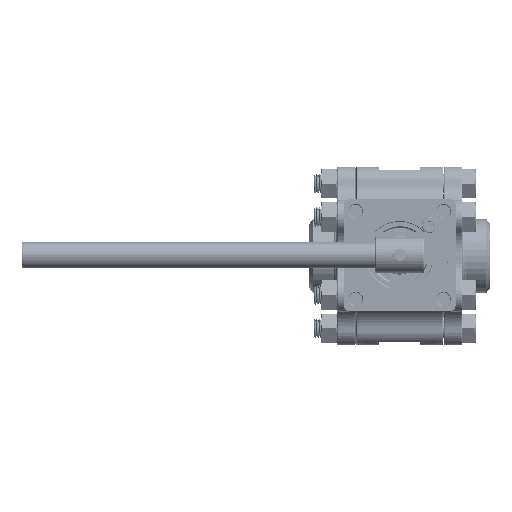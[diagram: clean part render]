
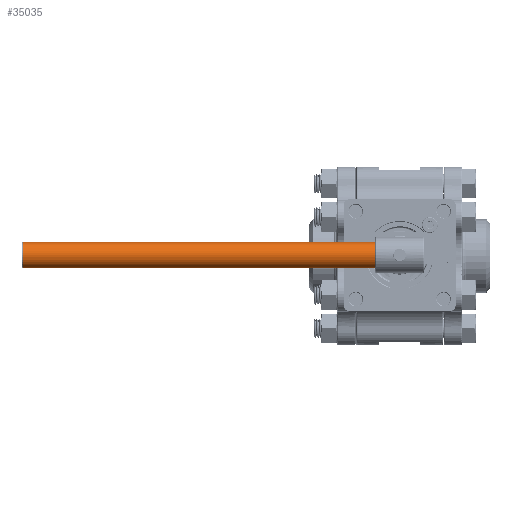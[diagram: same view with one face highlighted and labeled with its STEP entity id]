
A CAD part, top view. The second image highlights one B-rep face of the part: STEP entity #35035.
In plain terms, the highlighted cylindrical face has radius 10.85 mm (diameter 21.7 mm), a full revolution.
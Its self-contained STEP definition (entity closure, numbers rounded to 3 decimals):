
#3440=CIRCLE('',#38664,10.85);
#3443=CIRCLE('',#38669,10.85);
#5436=FACE_OUTER_BOUND('',#7604,.T.);
#7604=EDGE_LOOP('',(#31342,#31343,#31344,#31345));
#11049=LINE('',#135928,#12748);
#12748=VECTOR('',#47334,10.85);
#16038=VERTEX_POINT('',#135836);
#16045=VERTEX_POINT('',#135922);
#21196=EDGE_CURVE('',#16038,#16038,#3440,.T.);
#21204=EDGE_CURVE('',#16045,#16045,#3443,.T.);
#21207=EDGE_CURVE('',#16038,#16045,#11049,.T.);
#31342=ORIENTED_EDGE('',*,*,#21196,.F.);
#31343=ORIENTED_EDGE('',*,*,#21207,.T.);
#31344=ORIENTED_EDGE('',*,*,#21204,.T.);
#31345=ORIENTED_EDGE('',*,*,#21207,.F.);
#33102=CYLINDRICAL_SURFACE('',#38672,10.85);
#35035=ADVANCED_FACE('',(#5436),#33102,.T.);
#38664=AXIS2_PLACEMENT_3D('',#135838,#47315,#47316);
#38669=AXIS2_PLACEMENT_3D('',#135923,#47326,#47327);
#38672=AXIS2_PLACEMENT_3D('',#135927,#47332,#47333);
#47315=DIRECTION('center_axis',(1.,0.,0.));
#47316=DIRECTION('ref_axis',(0.,1.,0.));
#47326=DIRECTION('center_axis',(1.,0.,0.));
#47327=DIRECTION('ref_axis',(0.,1.,0.));
#47332=DIRECTION('center_axis',(1.,0.,0.));
#47333=DIRECTION('ref_axis',(0.,1.,0.));
#47334=DIRECTION('',(-1.,0.,0.));
#135836=CARTESIAN_POINT('',(-36.95,-44.85,478.95));
#135838=CARTESIAN_POINT('Origin',(-36.95,-34.,478.95));
#135922=CARTESIAN_POINT('',(-326.95,-44.85,478.95));
#135923=CARTESIAN_POINT('Origin',(-326.95,-34.,478.95));
#135927=CARTESIAN_POINT('Origin',(981.992,-34.,478.95));
#135928=CARTESIAN_POINT('',(981.992,-44.85,478.95));
